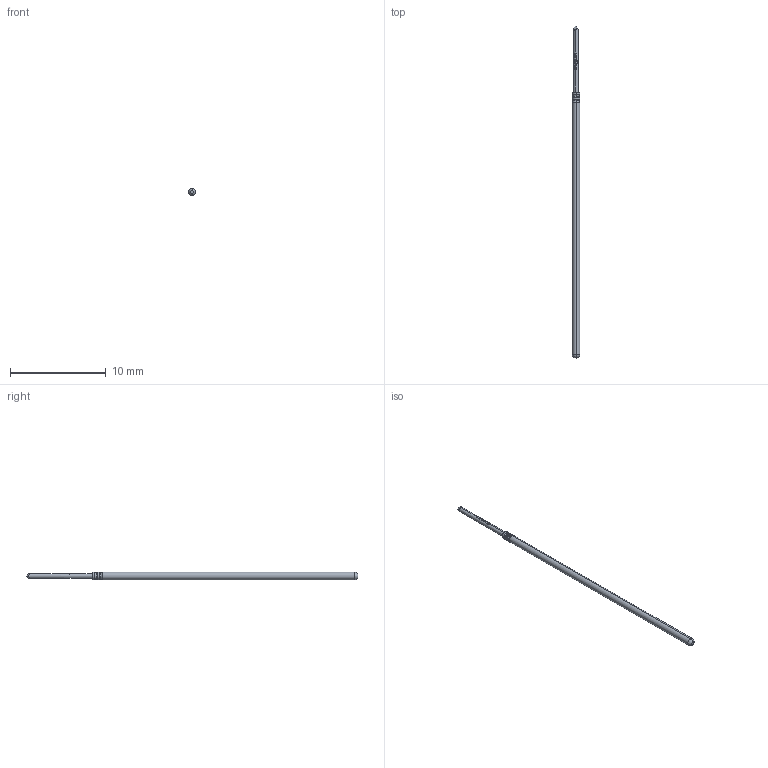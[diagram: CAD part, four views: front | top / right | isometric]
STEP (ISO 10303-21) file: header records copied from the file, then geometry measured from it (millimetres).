
FILE_DESCRIPTION (( 'STEP AP203' ), '1' );
FILE_NAME ('INGUN_GKS-550_307_050_A_xx00.STEP', '2020-09-16T14:15:24', ( '' ), ( '' ), 'SwSTEP 2.0', 'SolidWorks 2018', '' );
FILE_SCHEMA (( 'CONFIG_CONTROL_DESIGN' ));
Length unit declared in the file: millimetre
Products named in the file (1): INGUN_GKS-550_307_050_A_xx00
Bounding box: 0.78 x 34.6 x 0.78 mm (x, y, z)
Volume: 14.4 mm3; surface area: 79 mm2
Topology: 1 solids, 1 shells, 85 faces, 230 edges, 149 vertices
Faces by surface type: plane 34, bspline 23, cylinder 18, torus 10
Entity records: 3544 total; most frequent: CARTESIAN_POINT 1736, ORIENTED_EDGE 460, EDGE_CURVE 230, DIRECTION 206, B_SPLINE_CURVE_WITH_KNOTS 175, VERTEX_POINT 149, AXIS2_PLACEMENT_3D 93, EDGE_LOOP 87
